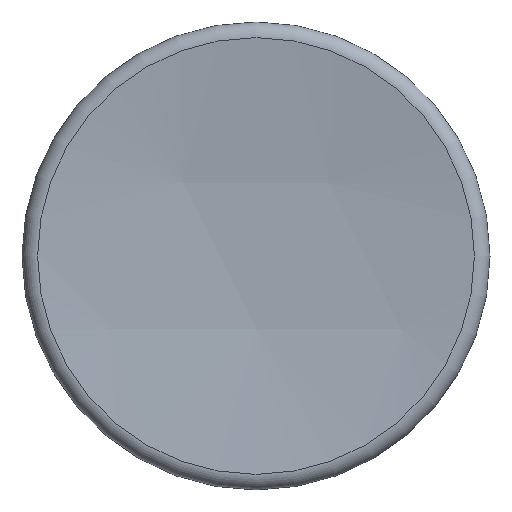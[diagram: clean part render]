
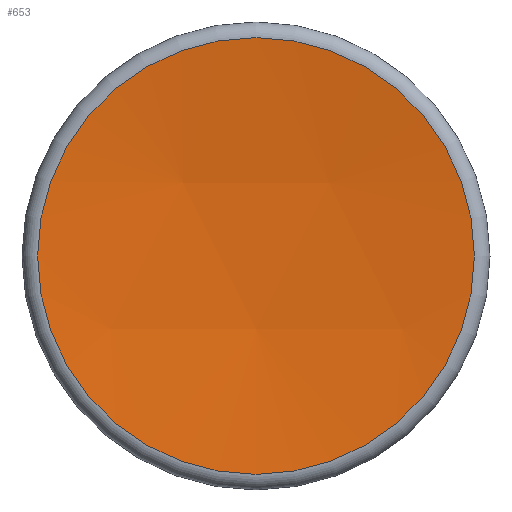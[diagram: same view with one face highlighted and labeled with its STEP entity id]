
A CAD part, front view. The second image highlights one B-rep face of the part: STEP entity #653.
In plain terms, the highlighted spherical face has radius 98.5 mm.
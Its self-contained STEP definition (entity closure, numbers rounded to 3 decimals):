
#83=SPHERICAL_SURFACE('',#767,98.5);
#104=FACE_OUTER_BOUND('',#147,.T.);
#147=EDGE_LOOP('',(#447));
#250=CIRCLE('',#768,14.);
#268=VERTEX_POINT('',#1001);
#337=EDGE_CURVE('',#268,#268,#250,.T.);
#447=ORIENTED_EDGE('',*,*,#337,.F.);
#653=ADVANCED_FACE('',(#104),#83,.F.);
#767=AXIS2_PLACEMENT_3D('',#1000,#853,#854);
#768=AXIS2_PLACEMENT_3D('',#1002,#855,#856);
#853=DIRECTION('center_axis',(0.,0.,1.));
#854=DIRECTION('ref_axis',(1.,0.,0.));
#855=DIRECTION('center_axis',(0.,1.,0.));
#856=DIRECTION('ref_axis',(1.,0.,0.));
#1000=CARTESIAN_POINT('Origin',(0.,-97.5,
0.));
#1001=CARTESIAN_POINT('',(0.,0.,-14.));
#1002=CARTESIAN_POINT('Origin',(0.,0.,
0.));
